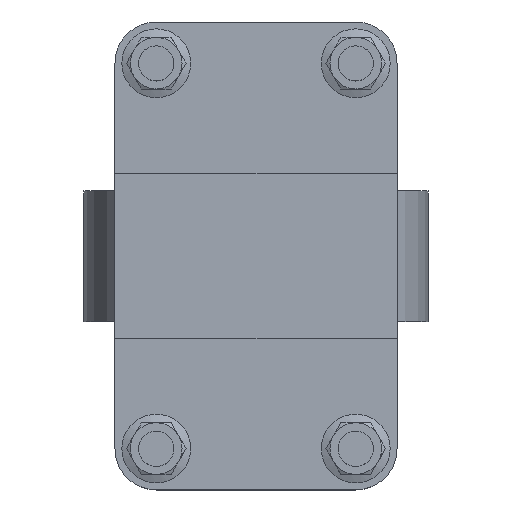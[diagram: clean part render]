
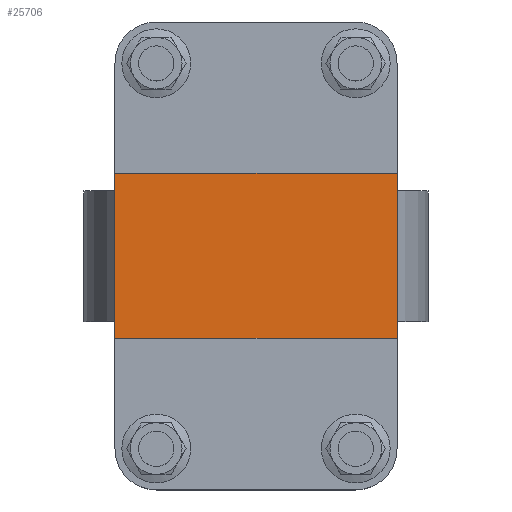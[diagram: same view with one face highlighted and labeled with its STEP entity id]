
A CAD part, top view. The second image highlights one B-rep face of the part: STEP entity #25706.
In plain terms, the highlighted planar face has unit normal (0, 0, 1).
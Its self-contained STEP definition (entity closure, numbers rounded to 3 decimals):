
#25191 = PLANE('',#25192);
#25192 = AXIS2_PLACEMENT_3D('',#25193,#25194,#25195);
#25193 = CARTESIAN_POINT('',(-22.,-107.908,
    341.466));
#25194 = DIRECTION('',(1.,0.,0.));
#25195 = DIRECTION('',(0.,0.,-1.));
#25242 = PLANE('',#25243);
#25243 = AXIS2_PLACEMENT_3D('',#25244,#25245,#25246);
#25244 = CARTESIAN_POINT('',(60.,-107.908,
    341.466));
#25245 = DIRECTION('',(-1.,0.,0.));
#25246 = DIRECTION('',(0.,0.,1.));
#25706 = ADVANCED_FACE('',(#25707),#25721,.F.);
#25707 = FACE_BOUND('',#25708,.T.);
#25708 = EDGE_LOOP('',(#25709,#25739,#25767,#25790));
#25709 = ORIENTED_EDGE('',*,*,#25710,.F.);
#25710 = EDGE_CURVE('',#25711,#25713,#25715,.T.);
#25711 = VERTEX_POINT('',#25712);
#25712 = CARTESIAN_POINT('',(-22.,-131.908,
    343.466));
#25713 = VERTEX_POINT('',#25714);
#25714 = CARTESIAN_POINT('',(-22.,-83.908,
    343.466));
#25715 = SURFACE_CURVE('',#25716,(#25720,#25732),.PCURVE_S1.);
#25716 = LINE('',#25717,#25718);
#25717 = CARTESIAN_POINT('',(-22.,-107.908,
    343.466));
#25718 = VECTOR('',#25719,1.);
#25719 = DIRECTION('',(0.,1.,0.));
#25720 = PCURVE('',#25721,#25726);
#25721 = PLANE('',#25722);
#25722 = AXIS2_PLACEMENT_3D('',#25723,#25724,#25725);
#25723 = CARTESIAN_POINT('',(60.,-107.908,
    343.466));
#25724 = DIRECTION('',(0.,0.,-1.));
#25725 = DIRECTION('',(0.,-1.,-0.));
#25726 = DEFINITIONAL_REPRESENTATION('',(#25727),#25731);
#25727 = LINE('',#25728,#25729);
#25728 = CARTESIAN_POINT('',(0.,82.));
#25729 = VECTOR('',#25730,1.);
#25730 = DIRECTION('',(-1.,0.));
#25731 = ( GEOMETRIC_REPRESENTATION_CONTEXT(2) 
PARAMETRIC_REPRESENTATION_CONTEXT() REPRESENTATION_CONTEXT('2D SPACE',''
  ) );
#25732 = PCURVE('',#25191,#25733);
#25733 = DEFINITIONAL_REPRESENTATION('',(#25734),#25738);
#25734 = LINE('',#25735,#25736);
#25735 = CARTESIAN_POINT('',(-2.,0.));
#25736 = VECTOR('',#25737,1.);
#25737 = DIRECTION('',(0.,1.));
#25738 = ( GEOMETRIC_REPRESENTATION_CONTEXT(2) 
PARAMETRIC_REPRESENTATION_CONTEXT() REPRESENTATION_CONTEXT('2D SPACE',''
  ) );
#25739 = ORIENTED_EDGE('',*,*,#25740,.F.);
#25740 = EDGE_CURVE('',#25741,#25711,#25743,.T.);
#25741 = VERTEX_POINT('',#25742);
#25742 = CARTESIAN_POINT('',(60.,-131.908,
    343.466));
#25743 = SURFACE_CURVE('',#25744,(#25748,#25755),.PCURVE_S1.);
#25744 = LINE('',#25745,#25746);
#25745 = CARTESIAN_POINT('',(60.,-131.908,
    343.466));
#25746 = VECTOR('',#25747,1.);
#25747 = DIRECTION('',(-1.,0.,0.));
#25748 = PCURVE('',#25721,#25749);
#25749 = DEFINITIONAL_REPRESENTATION('',(#25750),#25754);
#25750 = LINE('',#25751,#25752);
#25751 = CARTESIAN_POINT('',(24.,0.));
#25752 = VECTOR('',#25753,1.);
#25753 = DIRECTION('',(0.,1.));
#25754 = ( GEOMETRIC_REPRESENTATION_CONTEXT(2) 
PARAMETRIC_REPRESENTATION_CONTEXT() REPRESENTATION_CONTEXT('2D SPACE',''
  ) );
#25755 = PCURVE('',#25756,#25761);
#25756 = PLANE('',#25757);
#25757 = AXIS2_PLACEMENT_3D('',#25758,#25759,#25760);
#25758 = CARTESIAN_POINT('',(60.,-131.908,
    345.466));
#25759 = DIRECTION('',(0.,-1.,0.));
#25760 = DIRECTION('',(0.,0.,1.));
#25761 = DEFINITIONAL_REPRESENTATION('',(#25762),#25766);
#25762 = LINE('',#25763,#25764);
#25763 = CARTESIAN_POINT('',(-2.,0.));
#25764 = VECTOR('',#25765,1.);
#25765 = DIRECTION('',(0.,1.));
#25766 = ( GEOMETRIC_REPRESENTATION_CONTEXT(2) 
PARAMETRIC_REPRESENTATION_CONTEXT() REPRESENTATION_CONTEXT('2D SPACE',''
  ) );
#25767 = ORIENTED_EDGE('',*,*,#25768,.F.);
#25768 = EDGE_CURVE('',#25769,#25741,#25771,.T.);
#25769 = VERTEX_POINT('',#25770);
#25770 = CARTESIAN_POINT('',(60.,-83.908,
    343.466));
#25771 = SURFACE_CURVE('',#25772,(#25776,#25783),.PCURVE_S1.);
#25772 = LINE('',#25773,#25774);
#25773 = CARTESIAN_POINT('',(60.,-107.908,
    343.466));
#25774 = VECTOR('',#25775,1.);
#25775 = DIRECTION('',(0.,-1.,0.));
#25776 = PCURVE('',#25721,#25777);
#25777 = DEFINITIONAL_REPRESENTATION('',(#25778),#25782);
#25778 = LINE('',#25779,#25780);
#25779 = CARTESIAN_POINT('',(-0.,0.));
#25780 = VECTOR('',#25781,1.);
#25781 = DIRECTION('',(1.,0.));
#25782 = ( GEOMETRIC_REPRESENTATION_CONTEXT(2) 
PARAMETRIC_REPRESENTATION_CONTEXT() REPRESENTATION_CONTEXT('2D SPACE',''
  ) );
#25783 = PCURVE('',#25242,#25784);
#25784 = DEFINITIONAL_REPRESENTATION('',(#25785),#25789);
#25785 = LINE('',#25786,#25787);
#25786 = CARTESIAN_POINT('',(2.,0.));
#25787 = VECTOR('',#25788,1.);
#25788 = DIRECTION('',(0.,-1.));
#25789 = ( GEOMETRIC_REPRESENTATION_CONTEXT(2) 
PARAMETRIC_REPRESENTATION_CONTEXT() REPRESENTATION_CONTEXT('2D SPACE',''
  ) );
#25790 = ORIENTED_EDGE('',*,*,#25791,.T.);
#25791 = EDGE_CURVE('',#25769,#25713,#25792,.T.);
#25792 = SURFACE_CURVE('',#25793,(#25797,#25804),.PCURVE_S1.);
#25793 = LINE('',#25794,#25795);
#25794 = CARTESIAN_POINT('',(60.,-83.908,
    343.466));
#25795 = VECTOR('',#25796,1.);
#25796 = DIRECTION('',(-1.,0.,0.));
#25797 = PCURVE('',#25721,#25798);
#25798 = DEFINITIONAL_REPRESENTATION('',(#25799),#25803);
#25799 = LINE('',#25800,#25801);
#25800 = CARTESIAN_POINT('',(-24.,0.));
#25801 = VECTOR('',#25802,1.);
#25802 = DIRECTION('',(0.,1.));
#25803 = ( GEOMETRIC_REPRESENTATION_CONTEXT(2) 
PARAMETRIC_REPRESENTATION_CONTEXT() REPRESENTATION_CONTEXT('2D SPACE',''
  ) );
#25804 = PCURVE('',#25805,#25810);
#25805 = PLANE('',#25806);
#25806 = AXIS2_PLACEMENT_3D('',#25807,#25808,#25809);
#25807 = CARTESIAN_POINT('',(60.,-83.908,
    345.466));
#25808 = DIRECTION('',(0.,1.,0.));
#25809 = DIRECTION('',(0.,0.,-1.));
#25810 = DEFINITIONAL_REPRESENTATION('',(#25811),#25815);
#25811 = LINE('',#25812,#25813);
#25812 = CARTESIAN_POINT('',(2.,0.));
#25813 = VECTOR('',#25814,1.);
#25814 = DIRECTION('',(0.,1.));
#25815 = ( GEOMETRIC_REPRESENTATION_CONTEXT(2) 
PARAMETRIC_REPRESENTATION_CONTEXT() REPRESENTATION_CONTEXT('2D SPACE',''
  ) );
